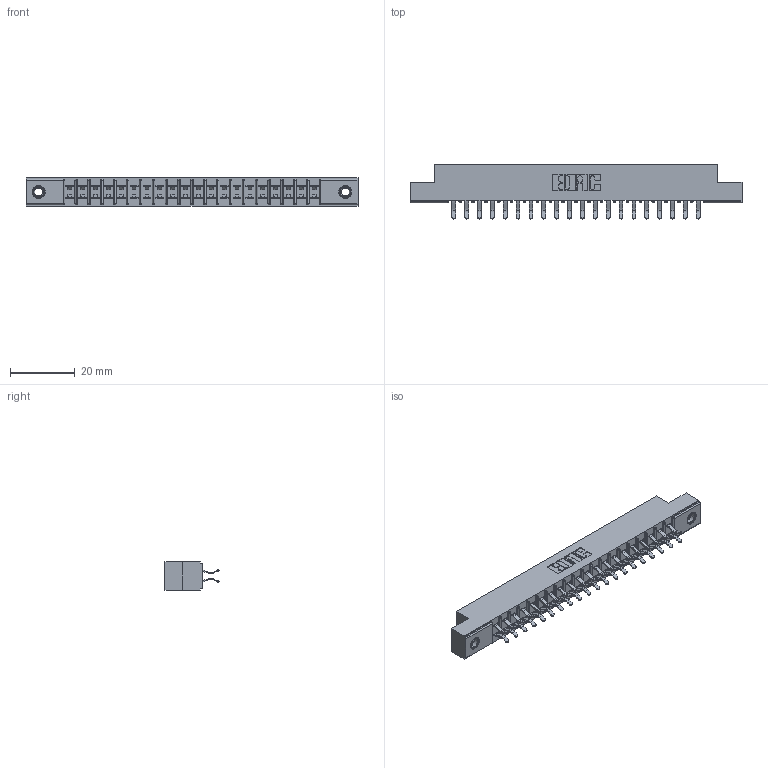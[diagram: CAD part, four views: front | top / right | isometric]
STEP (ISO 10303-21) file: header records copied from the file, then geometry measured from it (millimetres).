
FILE_DESCRIPTION (( 'STEP AP203' ), '1' );
FILE_NAME ('315-040-556-207.STEP', '2019-09-10T17:25:30', ( '' ), ( '' ), 'SwSTEP 2.0', 'SolidWorks 2016', '' );
FILE_SCHEMA (( 'CONFIG_CONTROL_DESIGN' ));
Length unit declared in the file: inch
Products named in the file (4): 315-040-556-207; 345-250-001_345-250-005-103; 305-290-001_556; 305 Part_.156 Dia
Assembly tree (43 placements, depth 2):
  315-040-556-207
    305 Part_.156 Dia
    305-290-001_556  x40
    345-250-001_345-250-005-103  x2
Bounding box: 102.26 x 16.64 x 8.71 mm (x, y, z)
Volume: 6400.9 mm3; surface area: 12013.3 mm2
Topology: 43 solids, 43 shells, 2416 faces, 6912 edges, 4492 vertices
Faces by surface type: plane 1340, cylinder 980, sphere 80, cone 12, torus 4
Entity records: 25740 total; most frequent: CARTESIAN_POINT 4245, ORIENTED_EDGE 4204, DIRECTION 4138, EDGE_CURVE 2102, LINE 1668, VECTOR 1668, VERTEX_POINT 1342, AXIS2_PLACEMENT_3D 1235
